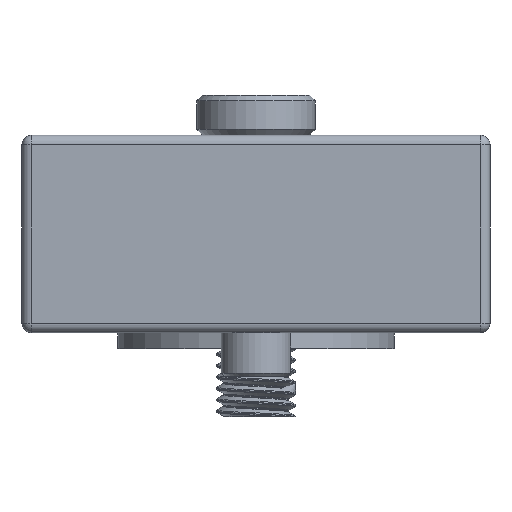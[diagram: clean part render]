
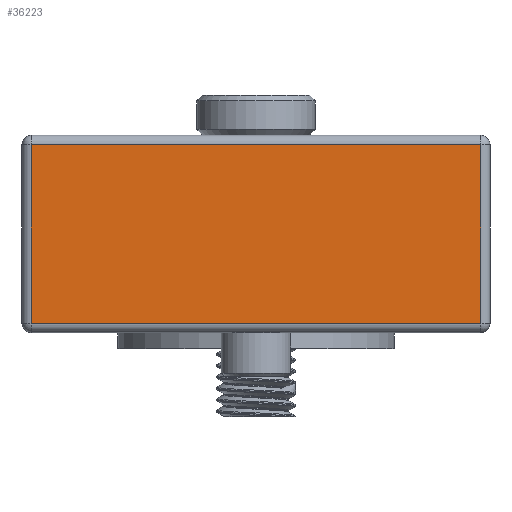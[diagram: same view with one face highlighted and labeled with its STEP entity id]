
A CAD part, front view. The second image highlights one B-rep face of the part: STEP entity #36223.
In plain terms, the highlighted face is planar.
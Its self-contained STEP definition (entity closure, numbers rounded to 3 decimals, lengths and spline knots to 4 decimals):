
#1514=PLANE('',#38015);
#4280=FACE_OUTER_BOUND('',#6247,.T.);
#6247=EDGE_LOOP('',(#31705,#31706,#31707,#31708));
#10447=LINE('',#59158,#14446);
#10450=LINE('',#59175,#14449);
#10453=LINE('',#59193,#14452);
#10461=LINE('',#59214,#14460);
#14446=VECTOR('',#44853,0.3937);
#14449=VECTOR('',#44874,0.3937);
#14452=VECTOR('',#44897,0.3937);
#14460=VECTOR('',#44927,0.3937);
#17627=VERTEX_POINT('',#59145);
#17629=VERTEX_POINT('',#59151);
#17636=VERTEX_POINT('',#59170);
#17640=VERTEX_POINT('',#59187);
#22361=EDGE_CURVE('',#17629,#17627,#10447,.T.);
#22370=EDGE_CURVE('',#17627,#17636,#10450,.T.);
#22379=EDGE_CURVE('',#17640,#17629,#10453,.T.);
#22391=EDGE_CURVE('',#17636,#17640,#10461,.T.);
#31705=ORIENTED_EDGE('',*,*,#22361,.F.);
#31706=ORIENTED_EDGE('',*,*,#22379,.F.);
#31707=ORIENTED_EDGE('',*,*,#22391,.F.);
#31708=ORIENTED_EDGE('',*,*,#22370,.F.);
#36223=ADVANCED_FACE('',(#4280),#1514,.T.);
#38015=AXIS2_PLACEMENT_3D('',#59221,#44936,#44937);
#44853=DIRECTION('',(1.,0.,0.));
#44874=DIRECTION('',(0.,0.,1.));
#44897=DIRECTION('',(0.,0.,-1.));
#44927=DIRECTION('',(-1.,0.,0.));
#44936=DIRECTION('center_axis',(0.,1.,0.));
#44937=DIRECTION('ref_axis',(-1.,0.,0.));
#59145=CARTESIAN_POINT('',(1.45,1.11,0.03));
#59151=CARTESIAN_POINT('',(0.03,1.11,0.03));
#59158=CARTESIAN_POINT('',(1.11,1.11,0.03));
#59170=CARTESIAN_POINT('',(1.45,1.11,0.595));
#59175=CARTESIAN_POINT('',(1.45,1.11,0.));
#59187=CARTESIAN_POINT('',(0.03,1.11,0.595));
#59193=CARTESIAN_POINT('',(0.03,1.11,0.));
#59214=CARTESIAN_POINT('',(1.11,1.11,0.595));
#59221=CARTESIAN_POINT('Origin',(1.48,1.11,0.));
